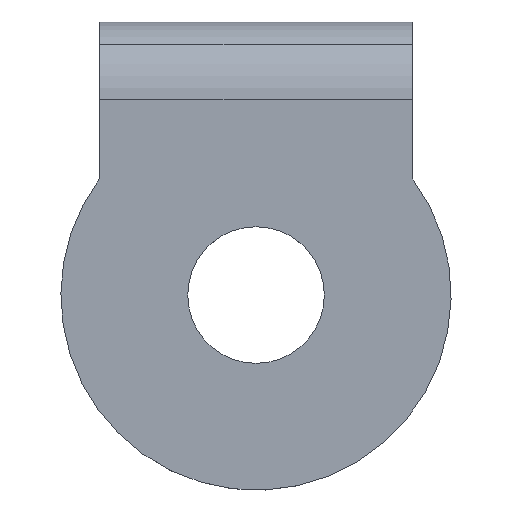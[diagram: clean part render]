
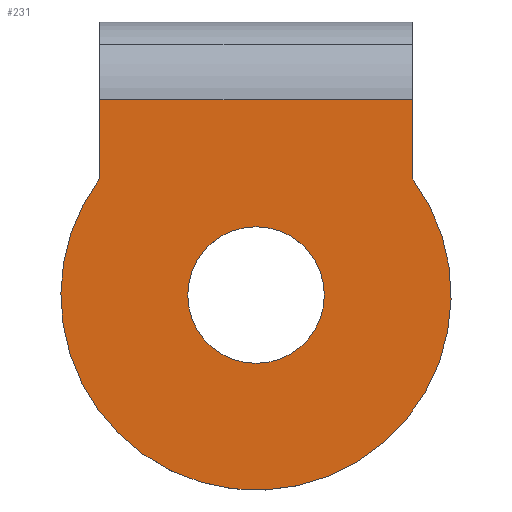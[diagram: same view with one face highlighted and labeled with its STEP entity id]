
A CAD part, top view. The second image highlights one B-rep face of the part: STEP entity #231.
In plain terms, the highlighted planar face has unit normal (0, 0, 1).
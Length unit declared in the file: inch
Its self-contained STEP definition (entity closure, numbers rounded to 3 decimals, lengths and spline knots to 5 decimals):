
#181 = VERTEX_POINT( '', #503 );
#201 = EDGE_CURVE( '', #449, #415, #523, .T. );
#231 = ADVANCED_FACE( '', ( #554, #555 ), #556, .T. );
#263 = VERTEX_POINT( '', #593 );
#269 = EDGE_CURVE( '', #181, #415, #600, .T. );
#281 = VERTEX_POINT( '', #613 );
#351 = EDGE_CURVE( '', #419, #181, #693, .T. );
#381 = EDGE_CURVE( '', #473, #263, #724, .T. );
#415 = VERTEX_POINT( '', #762 );
#419 = VERTEX_POINT( '', #767 );
#447 = EDGE_CURVE( '', #419, #281, #797, .T. );
#449 = VERTEX_POINT( '', #799 );
#457 = EDGE_CURVE( '', #263, #473, #809, .T. );
#471 = EDGE_CURVE( '', #449, #281, #823, .T. );
#473 = VERTEX_POINT( '', #825 );
#503 = CARTESIAN_POINT( '', ( -0.88388, -0.88388, 0. ) );
#523 = LINE( '', #880, #881 );
#554 = FACE_BOUND( '', #925, .T. );
#555 = FACE_OUTER_BOUND( '', #926, .T. );
#556 = PLANE( '', #927 );
#593 = CARTESIAN_POINT( '', ( 0., 0.4375, 0. ) );
#600 = CIRCLE( '', #983, 1.25 );
#613 = CARTESIAN_POINT( '', ( 1., 1.25, 0. ) );
#693 = CIRCLE( '', #1105, 1.25 );
#724 = CIRCLE( '', #1150, 0.4375 );
#762 = CARTESIAN_POINT( '', ( -1., 0.75, 0. ) );
#767 = CARTESIAN_POINT( '', ( 1., 0.75, 0. ) );
#797 = LINE( '', #1245, #1246 );
#799 = CARTESIAN_POINT( '', ( -1., 1.25, 0. ) );
#809 = CIRCLE( '', #1261, 0.4375 );
#823 = LINE( '', #1279, #1280 );
#825 = CARTESIAN_POINT( '', ( 0., -0.4375, 0. ) );
#880 = CARTESIAN_POINT( '', ( -1., 1.75, 0. ) );
#881 = VECTOR( '', #1316, 1. );
#925 = EDGE_LOOP( '', ( #1340, #1341 ) );
#926 = EDGE_LOOP( '', ( #1342, #1343, #1344, #1345, #1346 ) );
#927 = AXIS2_PLACEMENT_3D( '', #1347, #1348, #1349 );
#983 = AXIS2_PLACEMENT_3D( '', #1411, #1412, #1413 );
#1105 = AXIS2_PLACEMENT_3D( '', #1520, #1521, #1522 );
#1150 = AXIS2_PLACEMENT_3D( '', #1550, #1551, #1552 );
#1245 = CARTESIAN_POINT( '', ( 1., 1.75, 0. ) );
#1246 = VECTOR( '', #1638, 1. );
#1261 = AXIS2_PLACEMENT_3D( '', #1656, #1657, #1658 );
#1279 = CARTESIAN_POINT( '', ( -0.625, 1.25, 0. ) );
#1280 = VECTOR( '', #1668, 1. );
#1316 = DIRECTION( '', ( 0., -1., 0. ) );
#1340 = ORIENTED_EDGE( '', *, *, #457, .T. );
#1341 = ORIENTED_EDGE( '', *, *, #381, .T. );
#1342 = ORIENTED_EDGE( '', *, *, #471, .F. );
#1343 = ORIENTED_EDGE( '', *, *, #201, .T. );
#1344 = ORIENTED_EDGE( '', *, *, #269, .F. );
#1345 = ORIENTED_EDGE( '', *, *, #351, .F. );
#1346 = ORIENTED_EDGE( '', *, *, #447, .T. );
#1347 = CARTESIAN_POINT( '', ( -1.25, 1.75, 0. ) );
#1348 = DIRECTION( '', ( 0., 0., 1. ) );
#1349 = DIRECTION( '', ( -1., 0., 0. ) );
#1411 = CARTESIAN_POINT( '', ( 0., 0., 0. ) );
#1412 = DIRECTION( '', ( 0., 0., -1. ) );
#1413 = DIRECTION( '', ( 0.707, -0.707, 0. ) );
#1520 = CARTESIAN_POINT( '', ( 0., 0., 0. ) );
#1521 = DIRECTION( '', ( 0., 0., -1. ) );
#1522 = DIRECTION( '', ( 0.707, -0.707, 0. ) );
#1550 = CARTESIAN_POINT( '', ( 0., 0., 0. ) );
#1551 = DIRECTION( '', ( 0., 0., -1. ) );
#1552 = DIRECTION( '', ( 0., -1., 0. ) );
#1638 = DIRECTION( '', ( 0., 1., 0. ) );
#1656 = CARTESIAN_POINT( '', ( 0., 0., 0. ) );
#1657 = DIRECTION( '', ( 0., 0., -1. ) );
#1658 = DIRECTION( '', ( 0., -1., 0. ) );
#1668 = DIRECTION( '', ( 1., 0., 0. ) );
